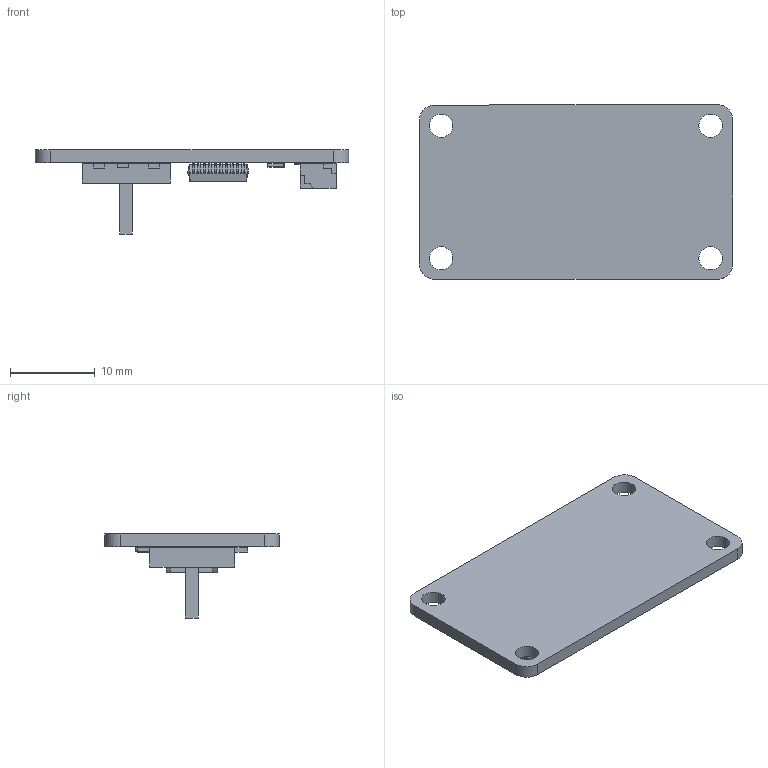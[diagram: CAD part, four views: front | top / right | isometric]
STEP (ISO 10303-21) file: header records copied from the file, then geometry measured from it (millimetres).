
FILE_DESCRIPTION(('KiCad electronic assembly'),'2;1');
FILE_NAME('5wayjoy.step','2025-03-09T12:00:31',('Pcbnew'),('Kicad'), 'Open CASCADE STEP processor 7.8','KiCad to STEP converter','Unknown' );
FILE_SCHEMA(('AUTOMOTIVE_DESIGN { 1 0 10303 214 1 1 1 1 }'));
Length unit declared in the file: millimetre
Products named in the file (7): 5wayjoy 1; R_0805_2012Metric; SPARKFUN_QWIIC_RIGHT_ANGLE; 5wayjoy-Part; main body; SSOP-20_5.3x7.2mm_P0.65mm; 5wayjoy_PCB
Assembly tree (8 placements, depth 3):
  5wayjoy 1
    R_0805_2012Metric  x3
    SPARKFUN_QWIIC_RIGHT_ANGLE
    5wayjoy-Part
      main body
    SSOP-20_5.3x7.2mm_P0.65mm
    5wayjoy_PCB
Bounding box: 36.88 x 20.6 x 9.89 mm (x, y, z)
Volume: 1481.6 mm3; surface area: 2394 mm2
Topology: 7 solids, 7 shells, 558 faces, 1475 edges, 944 vertices
Faces by surface type: plane 401, cylinder 113, bspline 44
Full cylindrical faces by diameter (mm): 0.5 x1, 2.75 x4
Entity records: 18337 total; most frequent: CARTESIAN_POINT 2874, ORIENTED_EDGE 2678, DIRECTION 2443, EDGE_CURVE 1339, LINE 1113, VECTOR 1113, VERTEX_POINT 856, AXIS2_PLACEMENT_3D 665
